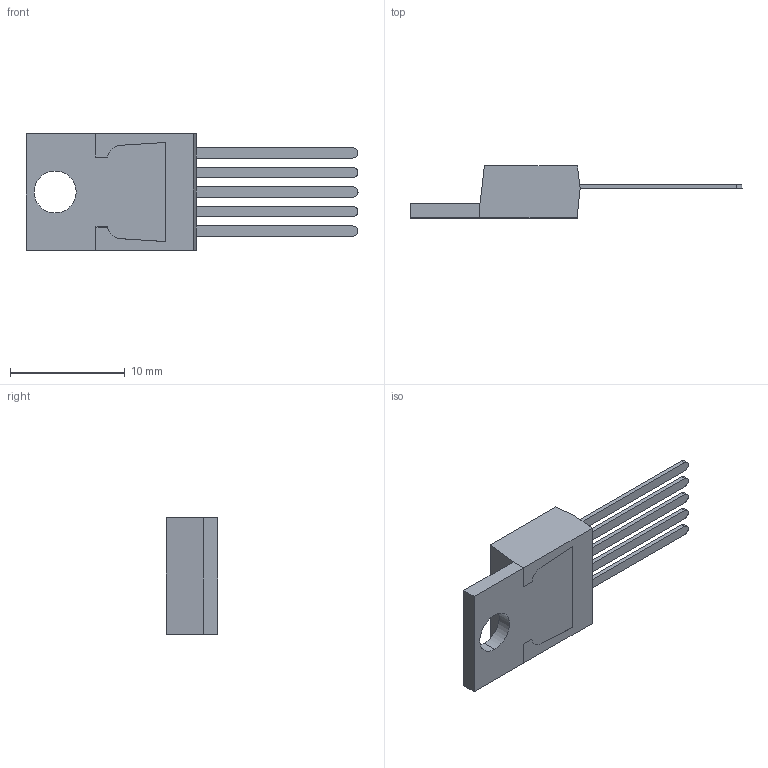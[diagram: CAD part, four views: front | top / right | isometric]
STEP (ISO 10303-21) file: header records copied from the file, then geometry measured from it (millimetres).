
FILE_DESCRIPTION (( 'STEP AP214' ), '1' );
FILE_NAME ('TO-220-5H.STEP', '2013-08-28T14:23:07', ( '' ), ( '' ), 'SwSTEP 2.0', 'SolidWorks 2012', '' );
FILE_SCHEMA (( 'AUTOMOTIVE_DESIGN' ));
Length unit declared in the file: millimetre
Products named in the file (4): User Library-TO-220-5_TO-220-5 Corpo_Valor predeterminado; 錨璃8; User Library-TO-220-5_TO-220-5 Dissipador_Valor predeterminado; TO-220-5H
Assembly tree (7 placements, depth 2):
  TO-220-5H
    User Library-TO-220-5_TO-220-5 Dissipador_Valor predeterminado
    User Library-TO-220-5_TO-220-5 Corpo_Valor predeterminado
    錨璃8  x5
Bounding box: 28.93 x 4.52 x 10.16 mm (x, y, z)
Volume: 477.8 mm3; surface area: 845.1 mm2
Topology: 7 solids, 7 shells, 91 faces, 216 edges, 140 vertices
Faces by surface type: plane 78, cylinder 13
Entity records: 2825 total; most frequent: CARTESIAN_POINT 353, DIRECTION 340, ORIENTED_EDGE 336, EDGE_CURVE 168, VECTOR 150, LINE 150, VERTEX_POINT 108, AXIS2_PLACEMENT_3D 95
